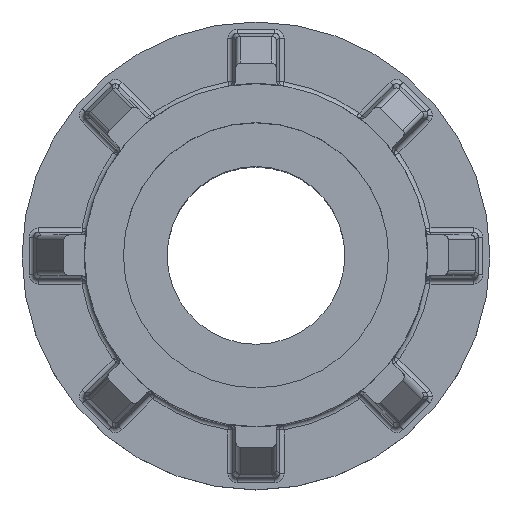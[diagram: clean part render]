
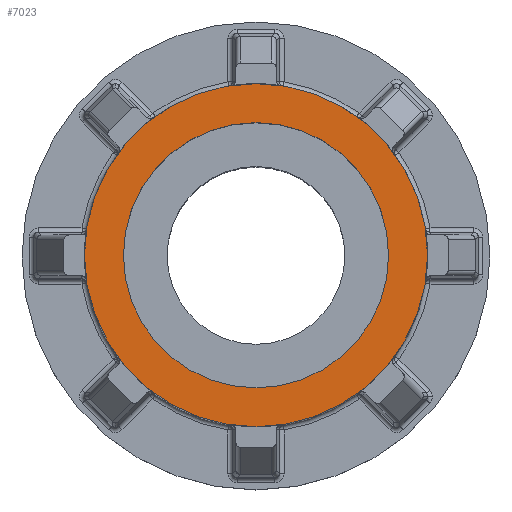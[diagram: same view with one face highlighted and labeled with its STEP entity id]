
A CAD part, top view. The second image highlights one B-rep face of the part: STEP entity #7023.
In plain terms, the highlighted planar face has unit normal (0, 0, 1).
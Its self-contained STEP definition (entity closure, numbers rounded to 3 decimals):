
#673 = DIRECTION ( 'NONE',  ( 0., 0., 1. ) ) ;
#859 = CARTESIAN_POINT ( 'NONE',  ( 11., 0., 33. ) ) ;
#960 = AXIS2_PLACEMENT_3D ( 'NONE', #1495, #6469, #2227 ) ;
#1495 = CARTESIAN_POINT ( 'NONE',  ( 0., 0., 33. ) ) ;
#2227 = DIRECTION ( 'NONE',  ( 1., 0., 0. ) ) ;
#2357 = CARTESIAN_POINT ( 'NONE',  ( -8.5, 0., 33. ) ) ;
#2584 = CARTESIAN_POINT ( 'NONE',  ( 0., 0., 33. ) ) ;
#3216 = DIRECTION ( 'NONE',  ( 0., 0., 1. ) ) ;
#3256 = DIRECTION ( 'NONE',  ( 1., 0., 0. ) ) ;
#3319 = VERTEX_POINT ( 'NONE', #6611 ) ;
#3755 = CIRCLE ( 'NONE', #8154, 8.5 ) ;
#3979 = CARTESIAN_POINT ( 'NONE',  ( 0., 0., 33. ) ) ;
#4012 = PLANE ( 'NONE',  #6350 ) ;
#4018 = VERTEX_POINT ( 'NONE', #2357 ) ;
#4295 = VERTEX_POINT ( 'NONE', #859 ) ;
#4581 = CIRCLE ( 'NONE', #5065, 8.5 ) ;
#4728 = DIRECTION ( 'NONE',  ( 1., 0., 0. ) ) ;
#4928 = CARTESIAN_POINT ( 'NONE',  ( 0., 0., 33. ) ) ;
#5065 = AXIS2_PLACEMENT_3D ( 'NONE', #7515, #3216, #8287 ) ;
#5119 = CARTESIAN_POINT ( 'NONE',  ( -11., 0., 33. ) ) ;
#5627 = DIRECTION ( 'NONE',  ( 1., 0., 0. ) ) ;
#6030 = FACE_OUTER_BOUND ( 'NONE', #8339, .T. ) ;
#6036 = EDGE_CURVE ( 'NONE', #4295, #6089, #7997, .T. ) ;
#6089 = VERTEX_POINT ( 'NONE', #5119 ) ;
#6168 = ORIENTED_EDGE ( 'NONE', *, *, #7498, .F. ) ;
#6278 = ORIENTED_EDGE ( 'NONE', *, *, #8079, .F. ) ;
#6315 = CIRCLE ( 'NONE', #9263, 11. ) ;
#6350 = AXIS2_PLACEMENT_3D ( 'NONE', #2584, #7553, #3256 ) ;
#6461 = FACE_BOUND ( 'NONE', #6617, .T. ) ;
#6469 = DIRECTION ( 'NONE',  ( 0., 0., 1. ) ) ;
#6599 = ORIENTED_EDGE ( 'NONE', *, *, #6036, .T. ) ;
#6611 = CARTESIAN_POINT ( 'NONE',  ( 8.5, 0., 33. ) ) ;
#6617 = EDGE_LOOP ( 'NONE', ( #6168, #6278 ) ) ;
#7023 = ADVANCED_FACE ( 'NONE', ( #6461, #6030 ), #4012, .T. ) ;
#7498 = EDGE_CURVE ( 'NONE', #3319, #4018, #3755, .T. ) ;
#7515 = CARTESIAN_POINT ( 'NONE',  ( 0., 0., 33. ) ) ;
#7553 = DIRECTION ( 'NONE',  ( 0., 0., 1. ) ) ;
#7997 = CIRCLE ( 'NONE', #960, 11. ) ;
#8079 = EDGE_CURVE ( 'NONE', #4018, #3319, #4581, .T. ) ;
#8154 = AXIS2_PLACEMENT_3D ( 'NONE', #4928, #673, #5627 ) ;
#8287 = DIRECTION ( 'NONE',  ( 1., 0., 0. ) ) ;
#8339 = EDGE_LOOP ( 'NONE', ( #9365, #6599 ) ) ;
#9006 = EDGE_CURVE ( 'NONE', #6089, #4295, #6315, .T. ) ;
#9130 = DIRECTION ( 'NONE',  ( 0., 0., 1. ) ) ;
#9263 = AXIS2_PLACEMENT_3D ( 'NONE', #3979, #9130, #4728 ) ;
#9365 = ORIENTED_EDGE ( 'NONE', *, *, #9006, .T. ) ;
